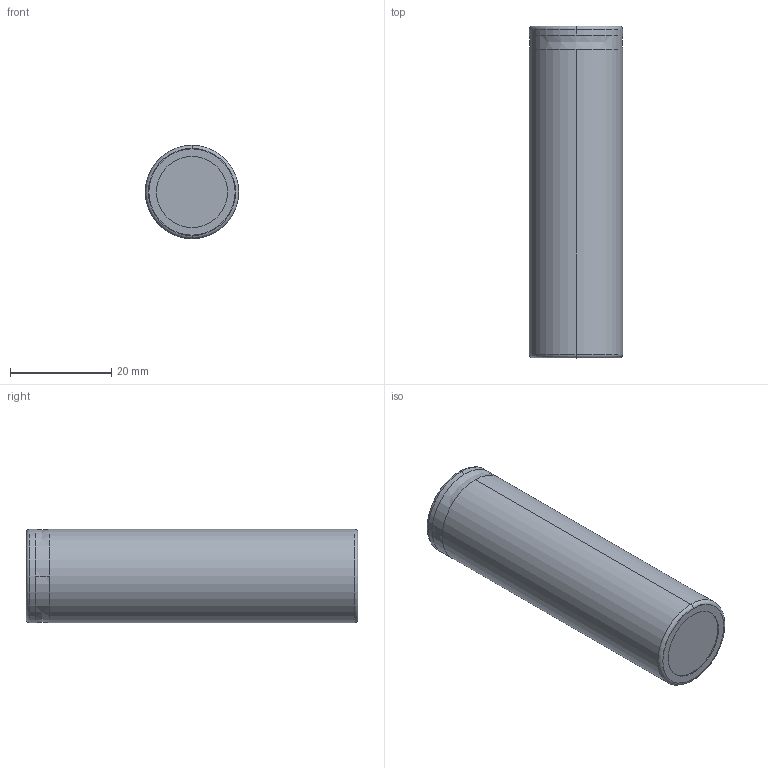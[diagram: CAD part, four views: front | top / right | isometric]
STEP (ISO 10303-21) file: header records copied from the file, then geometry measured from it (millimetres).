
FILE_DESCRIPTION (( 'STEP AP214' ), '1' );
FILE_NAME ('18650 侳賙鴇 鳧鍱.STEP', '2021-07-17T14:00:41', ( '' ), ( '' ), 'SwSTEP 2.0', 'SolidWorks 2020', '' );
FILE_SCHEMA (( 'AUTOMOTIVE_DESIGN' ));
Length unit declared in the file: millimetre
Products named in the file (1): 18650 侳賙鴇 鳧鍱
Bounding box: 18.4 x 65.4 x 18.4 mm (x, y, z)
Volume: 2889 mm3; surface area: 16277.4 mm2
Topology: 2 solids, 3 shells, 94 faces, 228 edges, 139 vertices
Faces by surface type: torus 32, cylinder 24, plane 22, cone 12, bspline 4
Entity records: 3068 total; most frequent: CARTESIAN_POINT 626, DIRECTION 494, ORIENTED_EDGE 452, EDGE_CURVE 226, AXIS2_PLACEMENT_3D 219, VERTEX_POINT 139, CIRCLE 128, EDGE_LOOP 103
